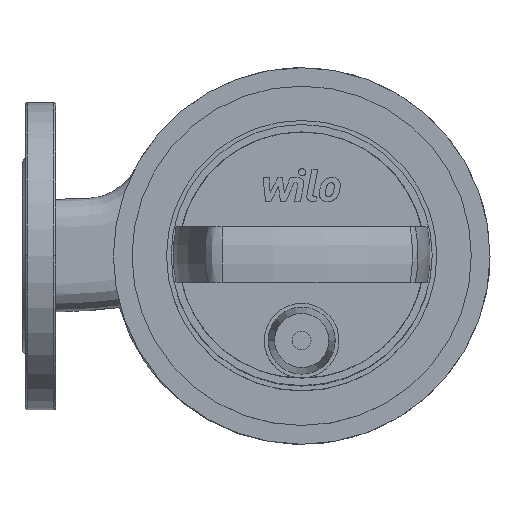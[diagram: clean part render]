
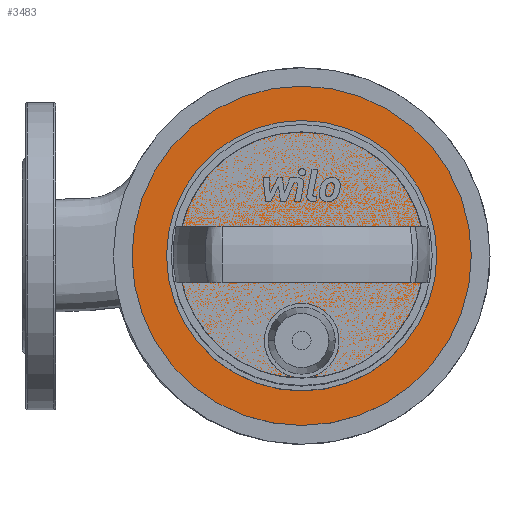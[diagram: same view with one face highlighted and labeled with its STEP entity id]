
A CAD part, top view. The second image highlights one B-rep face of the part: STEP entity #3483.
In plain terms, the highlighted planar face has unit normal (0, 0, 1).
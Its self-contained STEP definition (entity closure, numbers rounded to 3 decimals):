
#3217=CARTESIAN_POINT('',(241.0,0.,103.0));
#3218=VERTEX_POINT('',#3217);
#3234=CARTESIAN_POINT('',(59.,0.,103.0));
#3235=VERTEX_POINT('',#3234);
#3242=CARTESIAN_POINT('',(150.0,0.0,103.0));
#3243=DIRECTION('',(0.0,0.0,-1.0));
#3244=DIRECTION('',(1.0,0.0,0.0));
#3245=AXIS2_PLACEMENT_3D('',#3242,#3243,#3244);
#3246=CIRCLE('',#3245,91.);
#3247=EDGE_CURVE('',#3235,#3218,#3246,.T.);
#3468=CARTESIAN_POINT('',(195.5,0.,103.0));
#3469=DIRECTION('',(0.0,0.0,1.0));
#3470=DIRECTION('',(-1.0,0.0,0.0));
#3471=AXIS2_PLACEMENT_3D('',#3468,#3469,#3470);
#3472=PLANE('',#3471);
#3473=CARTESIAN_POINT('',(150.0,0.0,103.0));
#3474=DIRECTION('',(0.0,0.0,-1.0));
#3475=DIRECTION('',(1.0,0.0,0.0));
#3476=AXIS2_PLACEMENT_3D('',#3473,#3474,#3475);
#3477=CIRCLE('',#3476,91.);
#3478=EDGE_CURVE('',#3218,#3235,#3477,.T.);
#3479=ORIENTED_EDGE('',*,*,#3478,.F.);
#3480=ORIENTED_EDGE('',*,*,#3247,.F.);
#3481=EDGE_LOOP('',(#3479,#3480));
#3482=FACE_OUTER_BOUND('',#3481,.T.);
#3483=ADVANCED_FACE('',(#3482),#3472,.T.);
